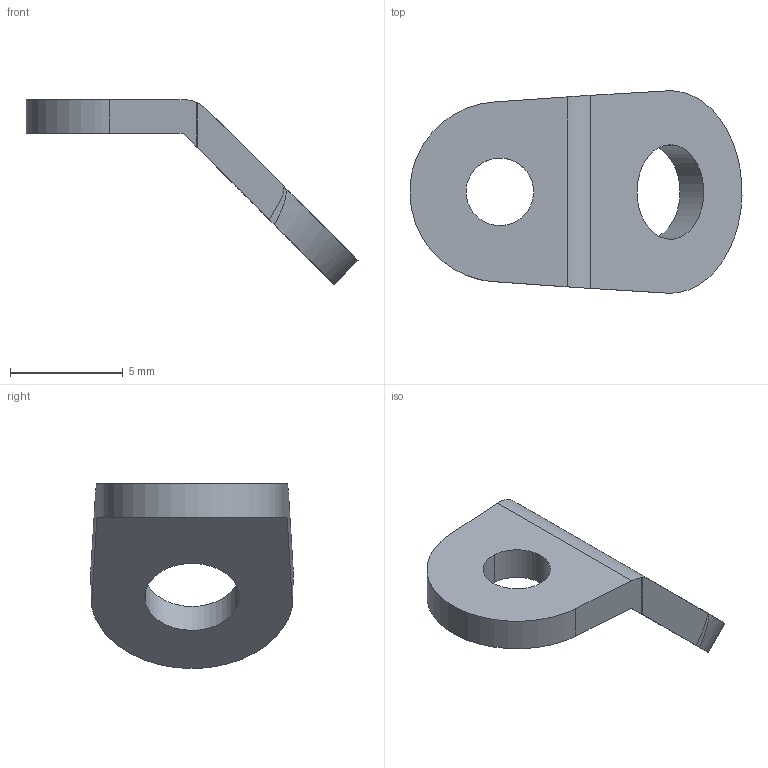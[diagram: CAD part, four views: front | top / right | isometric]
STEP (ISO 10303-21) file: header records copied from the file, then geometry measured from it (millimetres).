
FILE_DESCRIPTION((''),'2;1');
FILE_NAME('','2005-12-14T15:38:25',(''),(''),'','CADfix','');
FILE_SCHEMA(('AUTOMOTIVE_DESIGN'));
Length unit declared in the file: millimetre
Products named in the file (1): terminal
Bounding box: 14.75 x 9 x 8.21 mm (x, y, z)
Volume: 163.8 mm3; surface area: 318.2 mm2
Topology: 1 solids, 1 shells, 21 faces, 65 edges, 44 vertices
Faces by surface type: bspline 21
Entity records: 818 total; most frequent: CARTESIAN_POINT 455, ORIENTED_EDGE 126, EDGE_CURVE 63, VERTEX_POINT 44, QUASI_UNIFORM_CURVE 25, EDGE_LOOP 25, FACE_OUTER_BOUND 21, ADVANCED_FACE 21
